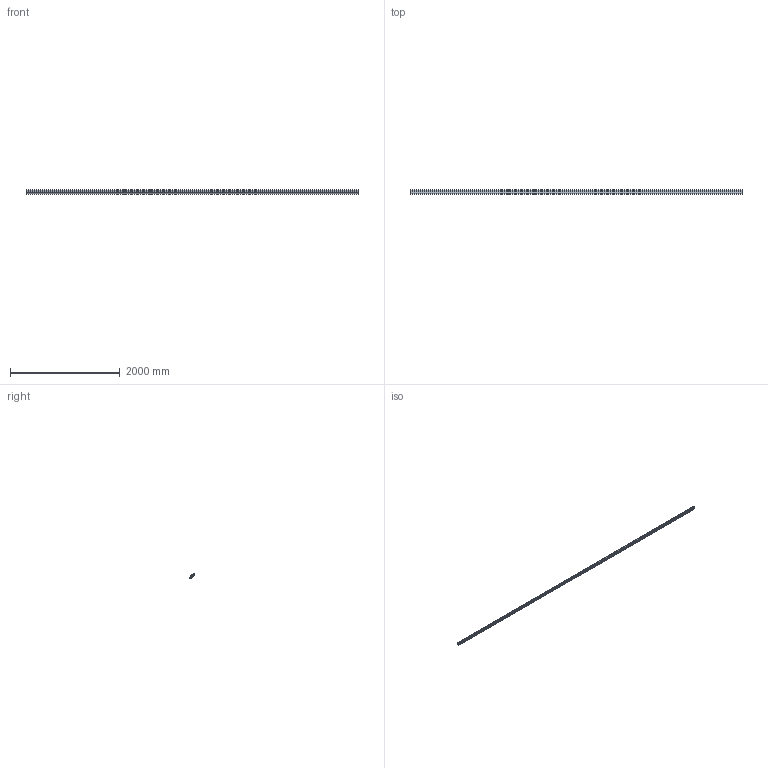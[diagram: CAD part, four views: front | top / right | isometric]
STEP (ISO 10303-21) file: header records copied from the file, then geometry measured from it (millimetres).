
FILE_DESCRIPTION(/* description */ ('STEP AP203'),/* implementation_level */ '2;1');
FILE_NAME(/* name */ '1007488.stp',/* time_stamp */ '2024-04-30T15:25:45+02:00',/* author */ ('b.steehouwer'),/* organization */ (''),/* preprocessor_version */ 'ST-DEVELOPER v18.1',/* originating_system */ 'Autodesk Inventor 2021',/* authorisation */ '');
FILE_SCHEMA (('AUTOMOTIVE_DESIGN { 1 0 10303 214 3 1 1 }'));
Length unit declared in the file: millimetre
Products named in the file (1): 1007488
Bounding box: 6060 x 79.89 x 79.89 mm (x, y, z)
Volume: 9157873.3 mm3; surface area: 5393296.5 mm2
Topology: 1 solids, 1 shells, 141 faces, 417 edges, 278 vertices
Faces by surface type: cylinder 97, plane 44
Full cylindrical faces by diameter (mm): 6.8 x3
Entity records: 4886 total; most frequent: DIRECTION 895, CARTESIAN_POINT 837, ORIENTED_EDGE 834, EDGE_CURVE 417, AXIS2_PLACEMENT_3D 336, VERTEX_POINT 278, LINE 223, VECTOR 223
